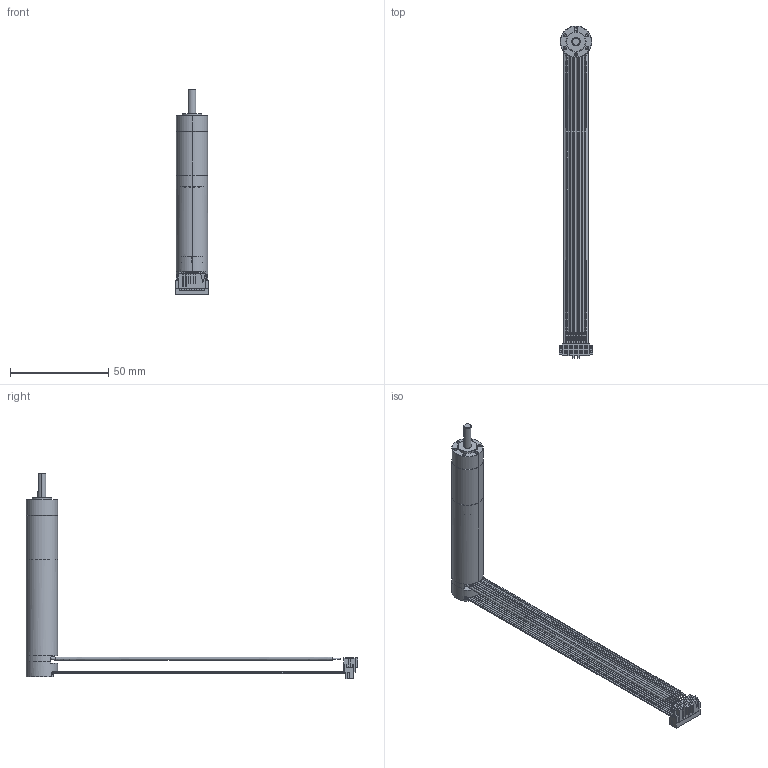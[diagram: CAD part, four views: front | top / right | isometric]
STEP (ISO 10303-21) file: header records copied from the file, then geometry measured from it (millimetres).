
FILE_DESCRIPTION((''),'2;1');
FILE_NAME('4611180000635_SW0001','2022-11-16T15:03:54',('MS05792'),(''),'CREO PARAMETRIC BY PTC INC, 2018100','CREO PARAMETRIC BY PTC INC, 2018100','');
FILE_SCHEMA(('CONFIG_CONTROL_DESIGN'));
Length unit declared in the file: millimetre
Products named in the file (1): 4611180000635_SW0001
Bounding box: 17.3 x 168.88 x 104.78 mm (x, y, z)
Volume: 12201.4 mm3; surface area: 25567.3 mm2
Topology: 1 solids, 1 shells, 1642 faces, 4597 edges, 2962 vertices
Faces by surface type: plane 642, cylinder 501, extrusion 208, cone 199, bspline 49, sphere 24, torus 19
Entity records: 64851 total; most frequent: CARTESIAN_POINT 22960, ORIENTED_EDGE 9162, DIRECTION 8142, EDGE_CURVE 4581, VERTEX_POINT 2966, AXIS2_PLACEMENT_3D 2786, VECTOR 2570, LINE 2362
